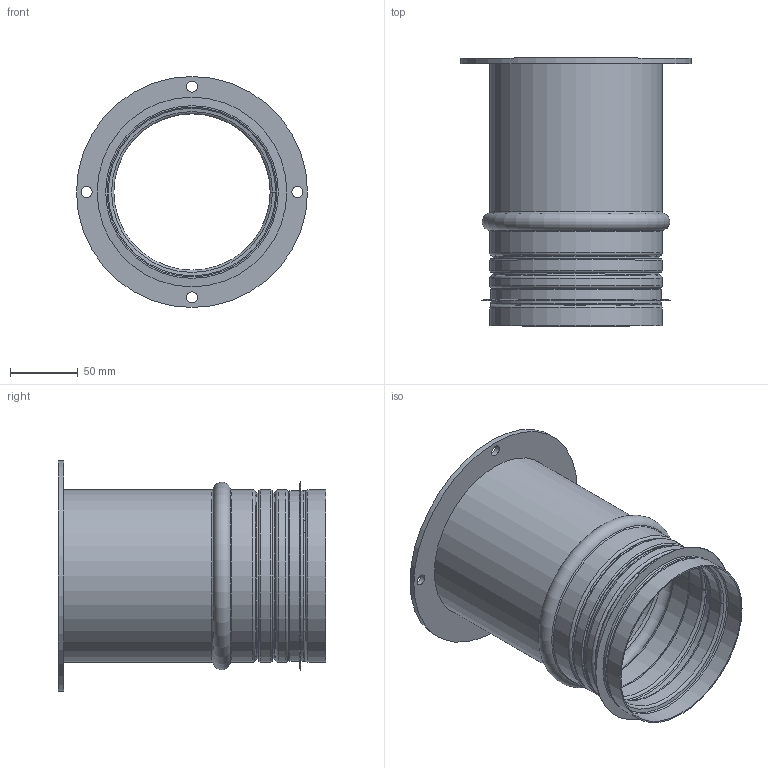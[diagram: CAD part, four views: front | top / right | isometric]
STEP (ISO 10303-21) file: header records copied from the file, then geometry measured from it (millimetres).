
FILE_DESCRIPTION(/* description */ ('Rörämne imkanal'),/* implementation_level */ '2;1');
FILE_NAME(/* name */ 'HSKFH-01.stp',/* time_stamp */ '2015-07-10T13:23:29+02:00',/* author */ ('John'),/* organization */ (''),/* preprocessor_version */ 'ST-DEVELOPER v15.6',/* originating_system */ 'Autodesk Inventor 2015',/* authorisation */ '');
FILE_SCHEMA (('AUTOMOTIVE_DESIGN { 1 0 10303 214 3 1 1 }'));
Length unit declared in the file: millimetre
Products named in the file (5): HSKFH-AA-01; HFSH-125; HIK-AA-2; HIK-AB-2; HSKFH-01
Assembly tree (4 placements, depth 2):
  HSKFH-01
    HSKFH-AA-01
    HFSH-125
    HIK-AA-2
    HIK-AB-2
Bounding box: 170 x 197 x 170 mm (x, y, z)
Volume: 139803.7 mm3; surface area: 214487.8 mm2
Topology: 4 solids, 4 shells, 112 faces, 222 edges, 118 vertices
Faces by surface type: plane 50, torus 28, cylinder 24, cone 10
Full cylindrical faces by diameter (mm): 8 x4, 122 x2, 125.6 x2, 126.6 x1, 127.5 x1, 139.6 x1, 170 x1
Entity records: 2977 total; most frequent: DIRECTION 562, CARTESIAN_POINT 441, ORIENTED_EDGE 404, AXIS2_PLACEMENT_3D 239, EDGE_CURVE 202, EDGE_LOOP 146, CIRCLE 118, VERTEX_POINT 118
